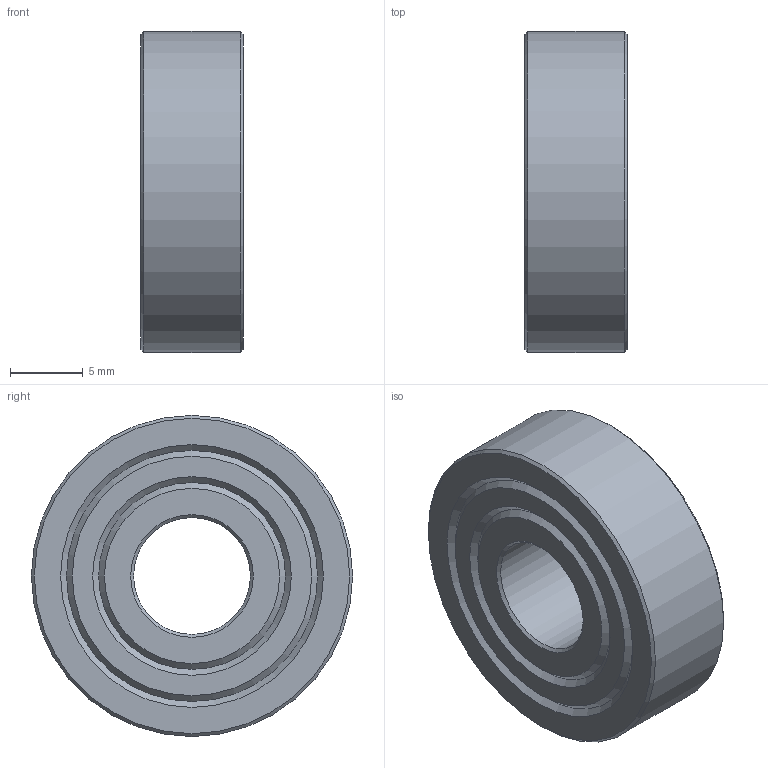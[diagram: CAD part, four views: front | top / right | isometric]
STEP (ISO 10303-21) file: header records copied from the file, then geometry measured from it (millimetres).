
FILE_DESCRIPTION(('FreeCAD Model'),'2;1');
FILE_NAME('Open CASCADE Shape Model','2023-11-08T19:46:45',(''),(''), 'Open CASCADE STEP processor 7.6','FreeCAD','Unknown');
FILE_SCHEMA(('AUTOMOTIVE_DESIGN { 1 0 10303 214 1 1 1 1 }'));
Length unit declared in the file: millimetre
Products named in the file (1): Ball Bearing 8x22x7mm 608 - SPN-NPH-0008 (stemfie.org)
Bounding box: 7 x 22 x 22 mm (x, y, z)
Volume: 2275.1 mm3; surface area: 1360.9 mm2
Topology: 1 solids, 1 shells, 492 faces, 1348 edges, 896 vertices
Faces by surface type: plane 308, extrusion 170, cone 12, cylinder 2
Full cylindrical faces by diameter (mm): 8 x1, 22 x1
Entity records: 33158 total; most frequent: CARTESIAN_POINT 7133, DIRECTION 4200, VECTOR 3502, LINE 3332, ORIENTED_EDGE 2696, PCURVE 2696, DEFINITIONAL_REPRESENTATION 2696, EDGE_CURVE 1348
